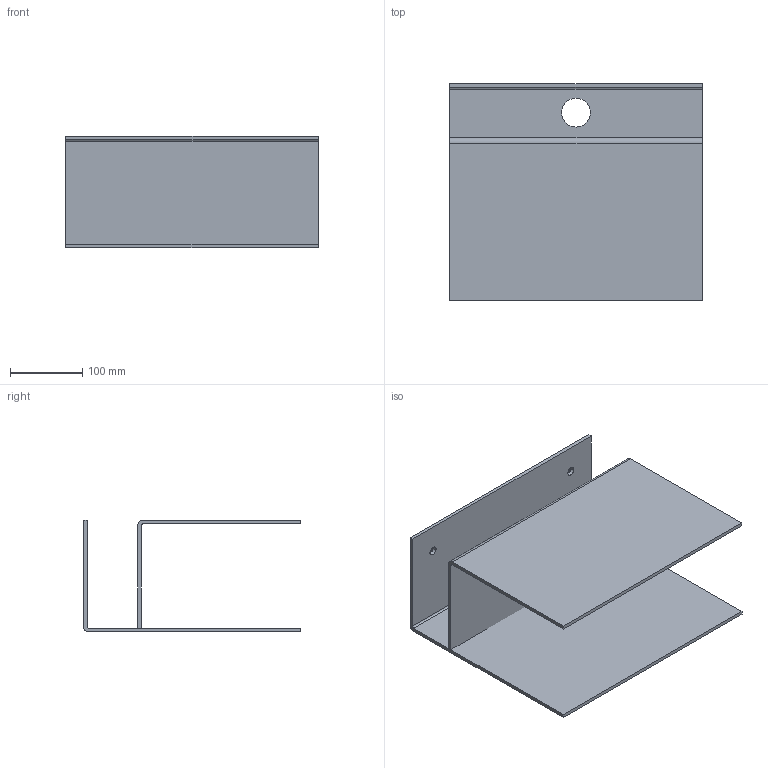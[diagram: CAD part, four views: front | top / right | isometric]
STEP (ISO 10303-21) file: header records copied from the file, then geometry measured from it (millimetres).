
FILE_DESCRIPTION(/* description */ (''),/* implementation_level */ '2;1');
FILE_NAME(/* name */ 'Lager Bedside Table - Aluminium_3D',/* time_stamp */ '2025-07-25T10:13:15+02:00',/* author */ (''),/* organization */ (''),/* preprocessor_version */ 'ST-DEVELOPER v19.2',/* originating_system */ 'Rhino 8.19',/* authorisation */ '');
FILE_SCHEMA (('CONFIG_CONTROL_DESIGN'));
Length unit declared in the file: millimetre
Products named in the file (1): Document
Bounding box: 350 x 300 x 155 mm (x, y, z)
Volume: 1420697.2 mm3; surface area: 586500.2 mm2
Topology: 2 solids, 2 shells, 38 faces, 99 edges, 65 vertices
Faces by surface type: plane 24, cylinder 10, bspline 4
Entity records: 1237 total; most frequent: CARTESIAN_POINT 392, ORIENTED_EDGE 196, EDGE_CURVE 98, DIRECTION 88, VERTEX_POINT 64, AXIS2_PLACEMENT_3D 61, EDGE_LOOP 46, ADVANCED_FACE 38
